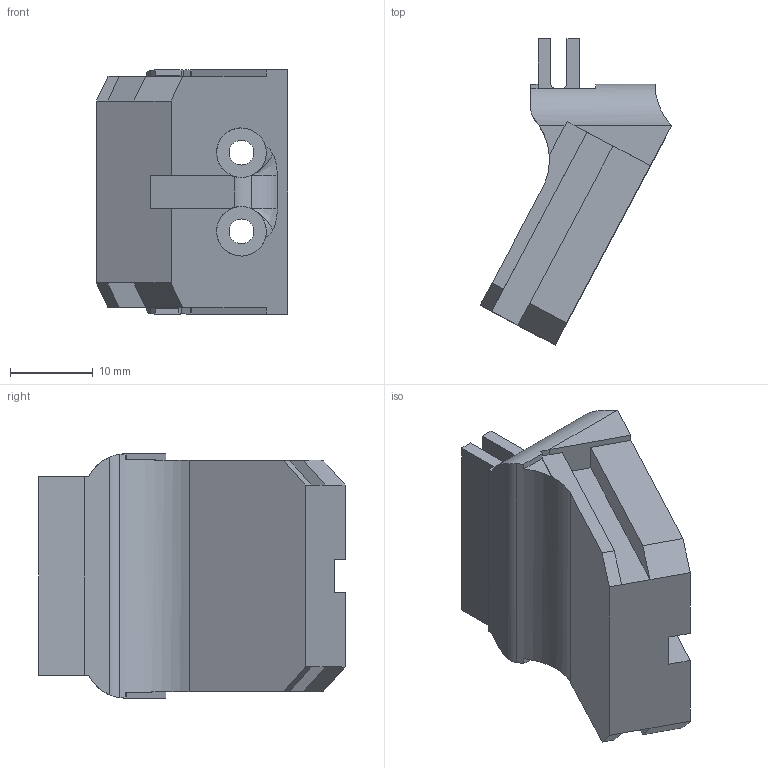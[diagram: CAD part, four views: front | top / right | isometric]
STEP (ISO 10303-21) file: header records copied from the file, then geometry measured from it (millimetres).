
FILE_DESCRIPTION(/* description */ (''),/* implementation_level */ '2;1');
FILE_NAME(/* name */ 'REVISED - 28degree go pro mount.stp',/* time_stamp */ '2021-03-18T18:23:11-04:00',/* author */ ('dkiiv'),/* organization */ (''),/* preprocessor_version */ 'ST-DEVELOPER v18',/* originating_system */ 'Autodesk Inventor 2020',/* authorisation */ '');
FILE_SCHEMA (('AUTOMOTIVE_DESIGN { 1 0 10303 214 3 1 1 }'));
Length unit declared in the file: millimetre
Products named in the file (1): bottomclip
Bounding box: 23.11 x 36.97 x 29.5 mm (x, y, z)
Volume: 9105.6 mm3; surface area: 4527 mm2
Topology: 1 solids, 1 shells, 71 faces, 200 edges, 132 vertices
Faces by surface type: plane 54, cylinder 13, bspline 4
Full cylindrical faces by diameter (mm): 3 x2, 6 x2
Entity records: 2605 total; most frequent: CARTESIAN_POINT 726, ORIENTED_EDGE 400, DIRECTION 356, EDGE_CURVE 200, LINE 148, VECTOR 148, VERTEX_POINT 132, AXIS2_PLACEMENT_3D 104
